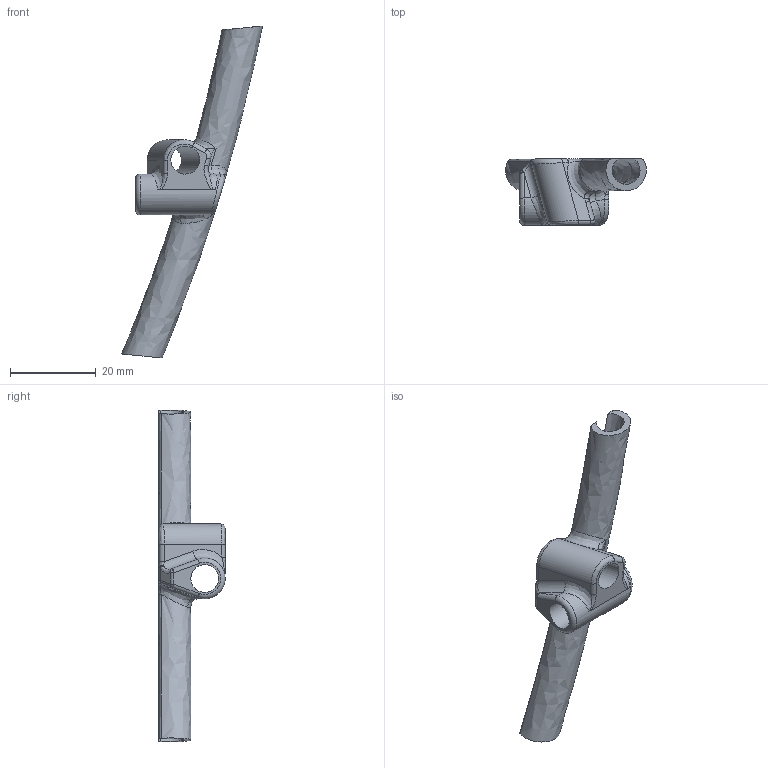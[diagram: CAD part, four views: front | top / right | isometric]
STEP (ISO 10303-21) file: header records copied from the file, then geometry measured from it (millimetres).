
FILE_DESCRIPTION(/* description */ (''),/* implementation_level */ '2;1');
FILE_NAME(/* name */ 'TopLoopMount.stp',/* time_stamp */ '2025-10-25T22:41:19-07:00',/* author */ ('skybound'),/* organization */ (''),/* preprocessor_version */ 'ST-DEVELOPER v20.1',/* originating_system */ 'Autodesk Inventor 2026',/* authorisation */ '');
FILE_SCHEMA (('AUTOMOTIVE_DESIGN { 1 0 10303 214 3 1 1 }'));
Length unit declared in the file: millimetre
Products named in the file (1): BottomLoopMount
Bounding box: 32.86 x 15.46 x 77.42 mm (x, y, z)
Volume: 4047.5 mm3; surface area: 4818.3 mm2
Topology: 1 solids, 1 shells, 75 faces, 184 edges, 108 vertices
Faces by surface type: bspline 39, cylinder 17, plane 13, sphere 5, torus 1
Full cylindrical faces by diameter (mm): 6.5 x2
Entity records: 3664 total; most frequent: CARTESIAN_POINT 2074, ORIENTED_EDGE 362, DIRECTION 261, EDGE_CURVE 181, AXIS2_PLACEMENT_3D 112, VERTEX_POINT 108, EDGE_LOOP 79, FACE_OUTER_BOUND 75
